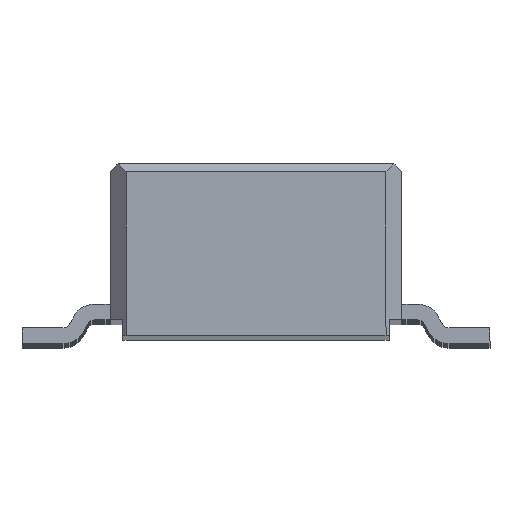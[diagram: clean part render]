
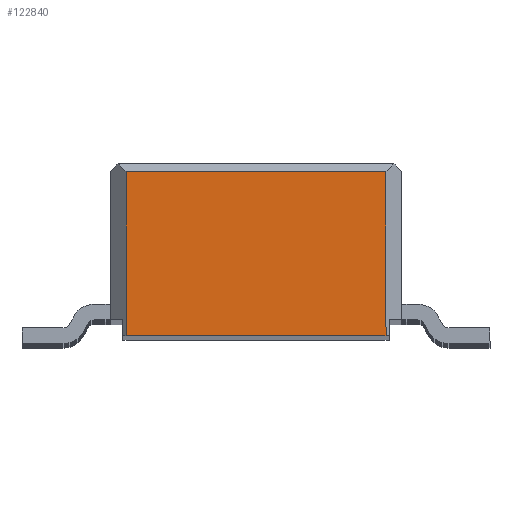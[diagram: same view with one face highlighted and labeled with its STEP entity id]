
A CAD part, top view. The second image highlights one B-rep face of the part: STEP entity #122840.
In plain terms, the highlighted planar face has unit normal (0, 0, 1).
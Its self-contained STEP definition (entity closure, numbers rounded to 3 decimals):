
#40030=CARTESIAN_POINT('',(-1.68,0.44,17.52));
#40040=VERTEX_POINT('',#40030);
#40070=CARTESIAN_POINT('',(-1.68,0.,17.52));
#40080=DIRECTION('',(0.,1.,0.));
#40090=VECTOR('',#40080,1.);
#40100=LINE('',#40070,#40090);
#40110=CARTESIAN_POINT('',(-1.68,-0.6,17.52));
#40120=VERTEX_POINT('',#40110);
#40130=EDGE_CURVE('',#40120,#40040,#40100,.T.);
#122540=CARTESIAN_POINT('',(0.,0.,17.52));
#122550=DIRECTION('',(0.,0.,1.));
#122560=DIRECTION('',(1.,0.,0.));
#122570=AXIS2_PLACEMENT_3D('',#122540,#122550,#122560);
#122580=PLANE('',#122570);
#122590=CARTESIAN_POINT('',(0.,-0.6,17.52));
#122600=DIRECTION('',(-1.,0.,0.));
#122610=VECTOR('',#122600,1.);
#122620=LINE('',#122590,#122610);
#122630=CARTESIAN_POINT('',(-0.03,-0.6,17.52));
#122640=VERTEX_POINT('',#122630);
#122650=EDGE_CURVE('',#122640,#40120,#122620,.T.);
#122660=ORIENTED_EDGE('',*,*,#122650,.F.);
#122670=ORIENTED_EDGE('',*,*,#40130,.F.);
#122680=CARTESIAN_POINT('',(0.,0.44,17.52));
#122690=DIRECTION('',(1.,0.,0.));
#122700=VECTOR('',#122690,1.);
#122710=LINE('',#122680,#122700);
#122720=CARTESIAN_POINT('',(-0.03,0.44,17.52)
);
#122730=VERTEX_POINT('',#122720);
#122740=EDGE_CURVE('',#40040,#122730,#122710,.T.);
#122750=ORIENTED_EDGE('',*,*,#122740,.F.);
#122760=CARTESIAN_POINT('',(-0.03,0.,17.52));
#122770=DIRECTION('',(0.,1.,0.));
#122780=VECTOR('',#122770,1.);
#122790=LINE('',#122760,#122780);
#122800=EDGE_CURVE('',#122640,#122730,#122790,.T.);
#122810=ORIENTED_EDGE('',*,*,#122800,.T.);
#122820=EDGE_LOOP('',(#122810,#122750,#122670,#122660));
#122830=FACE_OUTER_BOUND('',#122820,.T.);
#122840=ADVANCED_FACE('',(#122830),#122580,.T.);
